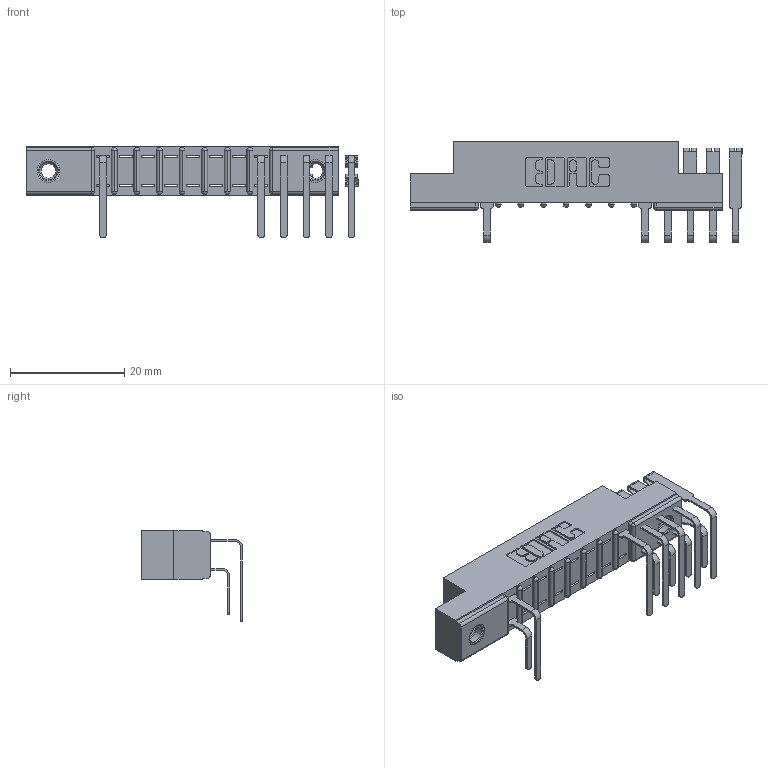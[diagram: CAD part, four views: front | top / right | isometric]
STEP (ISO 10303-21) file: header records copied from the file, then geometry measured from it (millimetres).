
FILE_DESCRIPTION (( 'STEP AP203' ), '1' );
FILE_NAME ('357-024-559-207.STEP', '2018-08-09T01:22:25', ( '' ), ( '' ), 'SwSTEP 2.0', 'SolidWorks 2016', '' );
FILE_SCHEMA (( 'CONFIG_CONTROL_DESIGN' ));
Length unit declared in the file: inch
Products named in the file (5): 307-290-001_558 559 - 1 (Single); 307-290-001_559 - 2 (Single); 345-250-001_345-250-005-103; 357-024-559-207; 307 Part_.156 Dia Mounting Holes
Assembly tree (14 placements, depth 2):
  357-024-559-207
    307 Part_.156 Dia Mounting Holes
    307-290-001_558 559 - 1 (Single)  x5
    307-290-001_559 - 2 (Single)  x6
    345-250-001_345-250-005-103  x2
Bounding box: 58.2 x 17.69 x 16.08 mm (x, y, z)
Volume: 3552.5 mm3; surface area: 5484.7 mm2
Topology: 14 solids, 14 shells, 787 faces, 2181 edges, 1406 vertices
Faces by surface type: plane 495, cylinder 258, sphere 18, cone 12, torus 4
Entity records: 13778 total; most frequent: CARTESIAN_POINT 2272, ORIENTED_EDGE 2246, DIRECTION 2243, EDGE_CURVE 1123, VECTOR 845, LINE 845, VERTEX_POINT 728, AXIS2_PLACEMENT_3D 699
